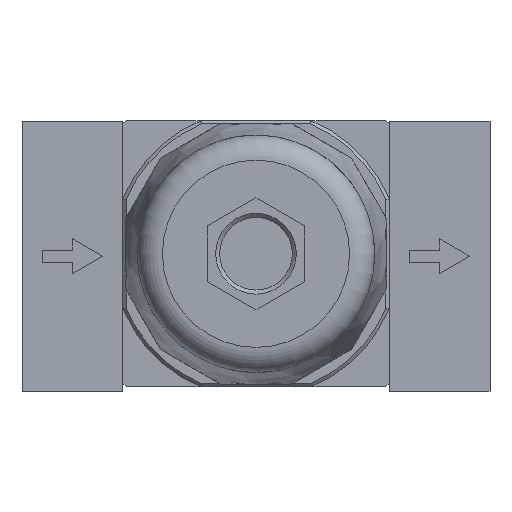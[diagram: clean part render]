
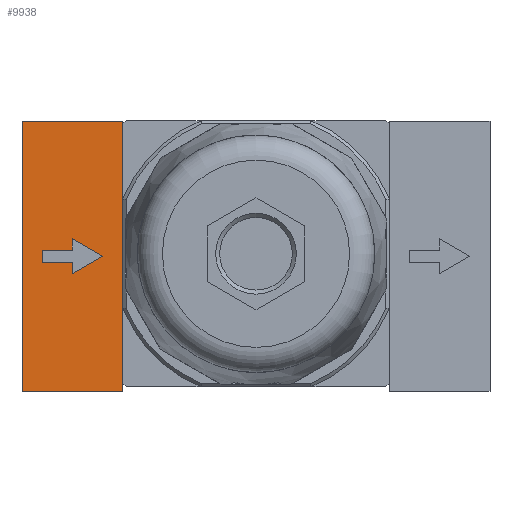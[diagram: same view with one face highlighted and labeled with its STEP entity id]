
A CAD part, front view. The second image highlights one B-rep face of the part: STEP entity #9938.
In plain terms, the highlighted face is planar.
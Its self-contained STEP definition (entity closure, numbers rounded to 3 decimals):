
#671=LINE('',#15762,#1161);
#672=LINE('',#15764,#1162);
#673=LINE('',#15767,#1163);
#674=LINE('',#15769,#1164);
#675=LINE('',#15771,#1165);
#676=LINE('',#15773,#1166);
#677=LINE('',#15775,#1167);
#678=LINE('',#15777,#1168);
#679=LINE('',#15778,#1169);
#680=LINE('',#15780,#1170);
#681=LINE('',#15782,#1171);
#1161=VECTOR('',#12786,1000.);
#1162=VECTOR('',#12789,1000.);
#1163=VECTOR('',#12790,1000.);
#1164=VECTOR('',#12791,1000.);
#1165=VECTOR('',#12792,1000.);
#1166=VECTOR('',#12793,1000.);
#1167=VECTOR('',#12794,1000.);
#1168=VECTOR('',#12795,1000.);
#1169=VECTOR('',#12796,1000.);
#1170=VECTOR('',#12797,1000.);
#1171=VECTOR('',#12798,1000.);
#1400=PLANE('',#10752);
#3778=ORIENTED_EDGE('',*,*,#4885,.F.);
#3779=ORIENTED_EDGE('',*,*,#4886,.F.);
#3780=ORIENTED_EDGE('',*,*,#4887,.F.);
#3781=ORIENTED_EDGE('',*,*,#4888,.F.);
#3782=ORIENTED_EDGE('',*,*,#4889,.F.);
#3783=ORIENTED_EDGE('',*,*,#4890,.F.);
#3784=ORIENTED_EDGE('',*,*,#4891,.F.);
#3785=ORIENTED_EDGE('',*,*,#4892,.F.);
#3786=ORIENTED_EDGE('',*,*,#4884,.F.);
#3787=ORIENTED_EDGE('',*,*,#4893,.T.);
#3788=ORIENTED_EDGE('',*,*,#4894,.T.);
#4884=EDGE_CURVE('',#5622,#5620,#671,.T.);
#4885=EDGE_CURVE('',#5623,#5624,#672,.T.);
#4886=EDGE_CURVE('',#5625,#5623,#673,.T.);
#4887=EDGE_CURVE('',#5626,#5625,#674,.T.);
#4888=EDGE_CURVE('',#5627,#5626,#675,.T.);
#4889=EDGE_CURVE('',#5628,#5627,#676,.T.);
#4890=EDGE_CURVE('',#5629,#5628,#677,.T.);
#4891=EDGE_CURVE('',#5624,#5629,#678,.T.);
#4892=EDGE_CURVE('',#5620,#5630,#679,.T.);
#4893=EDGE_CURVE('',#5622,#5631,#680,.T.);
#4894=EDGE_CURVE('',#5631,#5630,#681,.T.);
#5620=VERTEX_POINT('',#15757);
#5622=VERTEX_POINT('',#15761);
#5623=VERTEX_POINT('',#15765);
#5624=VERTEX_POINT('',#15766);
#5625=VERTEX_POINT('',#15768);
#5626=VERTEX_POINT('',#15770);
#5627=VERTEX_POINT('',#15772);
#5628=VERTEX_POINT('',#15774);
#5629=VERTEX_POINT('',#15776);
#5630=VERTEX_POINT('',#15779);
#5631=VERTEX_POINT('',#15781);
#6413=EDGE_LOOP('',(#3778,#3779,#3780,#3781,#3782,#3783,#3784));
#6414=EDGE_LOOP('',(#3785,#3786,#3787,#3788));
#7022=FACE_BOUND('',#6413,.T.);
#7023=FACE_BOUND('',#6414,.T.);
#9938=ADVANCED_FACE('',(#7022,#7023),#1400,.T.);
#10752=AXIS2_PLACEMENT_3D('',#15763,#12787,#12788);
#12786=DIRECTION('',(0.,1.,0.));
#12787=DIRECTION('',(0.,0.,1.));
#12788=DIRECTION('',(1.,0.,0.));
#12789=DIRECTION('',(-1.,0.,0.));
#12790=DIRECTION('',(0.,-1.,0.));
#12791=DIRECTION('',(-1.,0.,0.));
#12792=DIRECTION('',(0.,1.,0.));
#12793=DIRECTION('',(-1.,0.,0.));
#12794=DIRECTION('',(0.5,0.866,0.));
#12795=DIRECTION('',(0.5,-0.866,0.));
#12796=DIRECTION('',(1.,0.,0.));
#12797=DIRECTION('',(1.,0.,0.));
#12798=DIRECTION('',(0.,1.,0.));
#15757=CARTESIAN_POINT('',(-33.5,25.,20.));
#15761=CARTESIAN_POINT('',(-33.5,0.,20.));
#15762=CARTESIAN_POINT('',(-33.5,0.,20.));
#15763=CARTESIAN_POINT('',(-33.5,0.,20.));
#15764=CARTESIAN_POINT('',(-1.5,12.5,20.));
#15765=CARTESIAN_POINT('',(-1.5,12.5,20.));
#15766=CARTESIAN_POINT('',(-4.33,12.5,20.));
#15767=CARTESIAN_POINT('',(-1.5,20.,20.));
#15768=CARTESIAN_POINT('',(-1.5,20.,20.));
#15769=CARTESIAN_POINT('',(1.5,20.,20.));
#15770=CARTESIAN_POINT('',(1.5,20.,20.));
#15771=CARTESIAN_POINT('',(1.5,12.5,20.));
#15772=CARTESIAN_POINT('',(1.5,12.5,20.));
#15773=CARTESIAN_POINT('',(4.33,12.5,20.));
#15774=CARTESIAN_POINT('',(4.33,12.5,20.));
#15775=CARTESIAN_POINT('',(0.,5.,20.));
#15776=CARTESIAN_POINT('',(0.,5.,20.));
#15777=CARTESIAN_POINT('',(-4.33,12.5,20.));
#15778=CARTESIAN_POINT('',(-33.5,25.,20.));
#15779=CARTESIAN_POINT('',(33.5,25.,20.));
#15780=CARTESIAN_POINT('',(-33.5,0.,20.));
#15781=CARTESIAN_POINT('',(33.5,0.,20.));
#15782=CARTESIAN_POINT('',(33.5,0.,20.));
